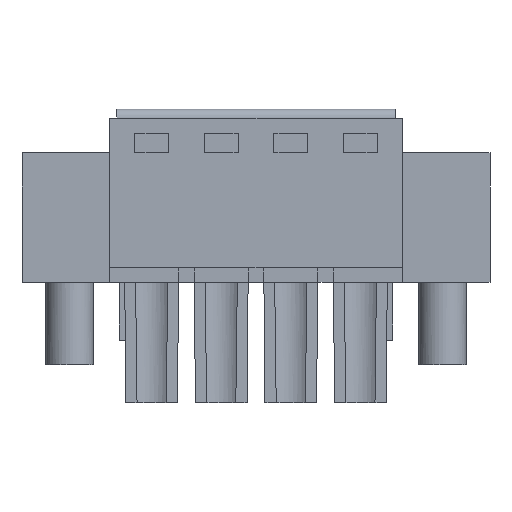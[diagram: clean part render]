
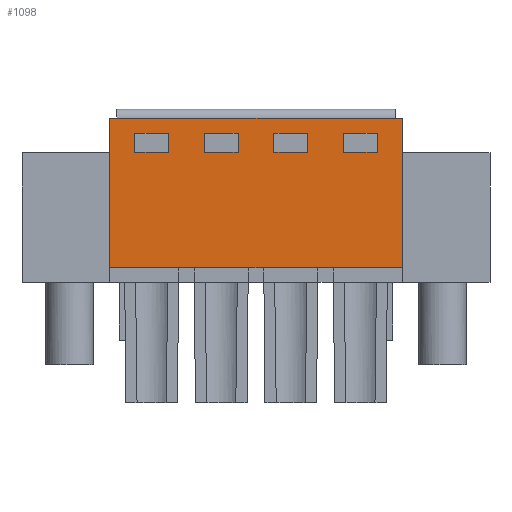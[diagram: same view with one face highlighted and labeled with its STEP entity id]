
A CAD part, front view. The second image highlights one B-rep face of the part: STEP entity #1098.
In plain terms, the highlighted planar face has unit normal (0, -1, 0).
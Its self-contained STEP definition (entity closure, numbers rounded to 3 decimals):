
#949=AXIS2_PLACEMENT_3D('Plane Axis2P3D',#946,#947,#948) ;
#181=CARTESIAN_POINT('Vertex',(20.83,0.,7.4)) ;
#184=CARTESIAN_POINT('Line Origine',(12.815,0.,7.4)) ;
#188=CARTESIAN_POINT('Vertex',(4.8,0.,7.4)) ;
#250=CARTESIAN_POINT('Line Origine',(4.8,0.,11.5)) ;
#254=CARTESIAN_POINT('Vertex',(4.8,0.,15.6)) ;
#922=CARTESIAN_POINT('Vertex',(20.83,0.,15.6)) ;
#925=CARTESIAN_POINT('Line Origine',(20.83,0.,11.5)) ;
#946=CARTESIAN_POINT('Axis2P3D Location',(5.195,0.,15.6)) ;
#951=CARTESIAN_POINT('Line Origine',(12.815,0.,15.6)) ;
#962=CARTESIAN_POINT('Line Origine',(8.025,0.,14.255)) ;
#966=CARTESIAN_POINT('Vertex',(8.025,0.,13.73)) ;
#968=CARTESIAN_POINT('Vertex',(8.025,0.,14.78)) ;
#971=CARTESIAN_POINT('Line Origine',(7.1,0.,13.73)) ;
#975=CARTESIAN_POINT('Vertex',(6.175,0.,13.73)) ;
#978=CARTESIAN_POINT('Line Origine',(6.175,0.,14.255)) ;
#982=CARTESIAN_POINT('Vertex',(6.175,0.,14.78)) ;
#985=CARTESIAN_POINT('Line Origine',(7.1,0.,14.78)) ;
#996=CARTESIAN_POINT('Line Origine',(9.985,0.,14.255)) ;
#1000=CARTESIAN_POINT('Vertex',(9.985,0.,14.78)) ;
#1002=CARTESIAN_POINT('Vertex',(9.985,0.,13.73)) ;
#1005=CARTESIAN_POINT('Line Origine',(10.91,0.,14.78)) ;
#1009=CARTESIAN_POINT('Vertex',(11.835,0.,14.78)) ;
#1012=CARTESIAN_POINT('Line Origine',(11.835,0.,14.255)) ;
#1016=CARTESIAN_POINT('Vertex',(11.835,0.,13.73)) ;
#1019=CARTESIAN_POINT('Line Origine',(10.91,0.,13.73)) ;
#1030=CARTESIAN_POINT('Line Origine',(13.795,0.,14.255)) ;
#1034=CARTESIAN_POINT('Vertex',(13.795,0.,14.78)) ;
#1036=CARTESIAN_POINT('Vertex',(13.795,0.,13.73)) ;
#1039=CARTESIAN_POINT('Line Origine',(14.72,0.,14.78)) ;
#1043=CARTESIAN_POINT('Vertex',(15.645,0.,14.78)) ;
#1046=CARTESIAN_POINT('Line Origine',(15.645,0.,14.255)) ;
#1050=CARTESIAN_POINT('Vertex',(15.645,0.,13.73)) ;
#1053=CARTESIAN_POINT('Line Origine',(14.72,0.,13.73)) ;
#1064=CARTESIAN_POINT('Line Origine',(17.605,0.,14.255)) ;
#1068=CARTESIAN_POINT('Vertex',(17.605,0.,14.78)) ;
#1070=CARTESIAN_POINT('Vertex',(17.605,0.,13.73)) ;
#1073=CARTESIAN_POINT('Line Origine',(18.53,0.,14.78)) ;
#1077=CARTESIAN_POINT('Vertex',(19.455,0.,14.78)) ;
#1080=CARTESIAN_POINT('Line Origine',(19.455,0.,14.255)) ;
#1084=CARTESIAN_POINT('Vertex',(19.455,0.,13.73)) ;
#1087=CARTESIAN_POINT('Line Origine',(18.53,0.,13.73)) ;
#185=DIRECTION('Vector Direction',(-1.,0.,0.)) ;
#251=DIRECTION('Vector Direction',(0.,0.,1.)) ;
#926=DIRECTION('Vector Direction',(0.,0.,1.)) ;
#947=DIRECTION('Axis2P3D Direction',(0.,-1.,0.)) ;
#948=DIRECTION('Axis2P3D XDirection',(0.,0.,-1.)) ;
#952=DIRECTION('Vector Direction',(-1.,0.,0.)) ;
#963=DIRECTION('Vector Direction',(0.,0.,1.)) ;
#972=DIRECTION('Vector Direction',(1.,0.,0.)) ;
#979=DIRECTION('Vector Direction',(0.,0.,-1.)) ;
#986=DIRECTION('Vector Direction',(-1.,0.,0.)) ;
#997=DIRECTION('Vector Direction',(0.,0.,-1.)) ;
#1006=DIRECTION('Vector Direction',(-1.,0.,0.)) ;
#1013=DIRECTION('Vector Direction',(0.,0.,1.)) ;
#1020=DIRECTION('Vector Direction',(1.,0.,0.)) ;
#1031=DIRECTION('Vector Direction',(0.,0.,-1.)) ;
#1040=DIRECTION('Vector Direction',(-1.,0.,0.)) ;
#1047=DIRECTION('Vector Direction',(0.,0.,1.)) ;
#1054=DIRECTION('Vector Direction',(1.,0.,0.)) ;
#1065=DIRECTION('Vector Direction',(0.,0.,-1.)) ;
#1074=DIRECTION('Vector Direction',(-1.,0.,0.)) ;
#1081=DIRECTION('Vector Direction',(0.,0.,1.)) ;
#1088=DIRECTION('Vector Direction',(1.,0.,0.)) ;
#186=VECTOR('Line Direction',#185,1.) ;
#252=VECTOR('Line Direction',#251,1.) ;
#927=VECTOR('Line Direction',#926,1.) ;
#953=VECTOR('Line Direction',#952,1.) ;
#964=VECTOR('Line Direction',#963,1.) ;
#973=VECTOR('Line Direction',#972,1.) ;
#980=VECTOR('Line Direction',#979,1.) ;
#987=VECTOR('Line Direction',#986,1.) ;
#998=VECTOR('Line Direction',#997,1.) ;
#1007=VECTOR('Line Direction',#1006,1.) ;
#1014=VECTOR('Line Direction',#1013,1.) ;
#1021=VECTOR('Line Direction',#1020,1.) ;
#1032=VECTOR('Line Direction',#1031,1.) ;
#1041=VECTOR('Line Direction',#1040,1.) ;
#1048=VECTOR('Line Direction',#1047,1.) ;
#1055=VECTOR('Line Direction',#1054,1.) ;
#1066=VECTOR('Line Direction',#1065,1.) ;
#1075=VECTOR('Line Direction',#1074,1.) ;
#1082=VECTOR('Line Direction',#1081,1.) ;
#1089=VECTOR('Line Direction',#1088,1.) ;
#957=ORIENTED_EDGE('',*,*,#256,.F.) ;
#958=ORIENTED_EDGE('',*,*,#190,.F.) ;
#959=ORIENTED_EDGE('',*,*,#929,.T.) ;
#960=ORIENTED_EDGE('',*,*,#955,.F.) ;
#991=ORIENTED_EDGE('',*,*,#970,.F.) ;
#992=ORIENTED_EDGE('',*,*,#977,.F.) ;
#993=ORIENTED_EDGE('',*,*,#984,.F.) ;
#994=ORIENTED_EDGE('',*,*,#989,.F.) ;
#1025=ORIENTED_EDGE('',*,*,#1004,.F.) ;
#1026=ORIENTED_EDGE('',*,*,#1011,.F.) ;
#1027=ORIENTED_EDGE('',*,*,#1018,.F.) ;
#1028=ORIENTED_EDGE('',*,*,#1023,.F.) ;
#1059=ORIENTED_EDGE('',*,*,#1038,.F.) ;
#1060=ORIENTED_EDGE('',*,*,#1045,.F.) ;
#1061=ORIENTED_EDGE('',*,*,#1052,.F.) ;
#1062=ORIENTED_EDGE('',*,*,#1057,.F.) ;
#1093=ORIENTED_EDGE('',*,*,#1072,.F.) ;
#1094=ORIENTED_EDGE('',*,*,#1079,.F.) ;
#1095=ORIENTED_EDGE('',*,*,#1086,.F.) ;
#1096=ORIENTED_EDGE('',*,*,#1091,.F.) ;
#995=FACE_BOUND('',#990,.T.) ;
#1029=FACE_BOUND('',#1024,.T.) ;
#1063=FACE_BOUND('',#1058,.T.) ;
#1097=FACE_BOUND('',#1092,.T.) ;
#1098=ADVANCED_FACE('HOUSING',(#961,#995,#1029,#1063,#1097),#950,.T.) ;
#190=EDGE_CURVE('',#182,#189,#187,.T.) ;
#256=EDGE_CURVE('',#189,#255,#253,.T.) ;
#929=EDGE_CURVE('',#182,#923,#928,.T.) ;
#955=EDGE_CURVE('',#255,#923,#954,.F.) ;
#970=EDGE_CURVE('',#967,#969,#965,.T.) ;
#977=EDGE_CURVE('',#976,#967,#974,.T.) ;
#984=EDGE_CURVE('',#983,#976,#981,.T.) ;
#989=EDGE_CURVE('',#969,#983,#988,.T.) ;
#1004=EDGE_CURVE('',#1001,#1003,#999,.T.) ;
#1011=EDGE_CURVE('',#1010,#1001,#1008,.T.) ;
#1018=EDGE_CURVE('',#1017,#1010,#1015,.T.) ;
#1023=EDGE_CURVE('',#1003,#1017,#1022,.T.) ;
#1038=EDGE_CURVE('',#1035,#1037,#1033,.T.) ;
#1045=EDGE_CURVE('',#1044,#1035,#1042,.T.) ;
#1052=EDGE_CURVE('',#1051,#1044,#1049,.T.) ;
#1057=EDGE_CURVE('',#1037,#1051,#1056,.T.) ;
#1072=EDGE_CURVE('',#1069,#1071,#1067,.T.) ;
#1079=EDGE_CURVE('',#1078,#1069,#1076,.T.) ;
#1086=EDGE_CURVE('',#1085,#1078,#1083,.T.) ;
#1091=EDGE_CURVE('',#1071,#1085,#1090,.T.) ;
#956=EDGE_LOOP('',(#957,#958,#959,#960)) ;
#990=EDGE_LOOP('',(#991,#992,#993,#994)) ;
#1024=EDGE_LOOP('',(#1025,#1026,#1027,#1028)) ;
#1058=EDGE_LOOP('',(#1059,#1060,#1061,#1062)) ;
#1092=EDGE_LOOP('',(#1093,#1094,#1095,#1096)) ;
#961=FACE_OUTER_BOUND('',#956,.T.) ;
#187=LINE('Line',#184,#186) ;
#253=LINE('Line',#250,#252) ;
#928=LINE('Line',#925,#927) ;
#954=LINE('Line',#951,#953) ;
#965=LINE('Line',#962,#964) ;
#974=LINE('Line',#971,#973) ;
#981=LINE('Line',#978,#980) ;
#988=LINE('Line',#985,#987) ;
#999=LINE('Line',#996,#998) ;
#1008=LINE('Line',#1005,#1007) ;
#1015=LINE('Line',#1012,#1014) ;
#1022=LINE('Line',#1019,#1021) ;
#1033=LINE('Line',#1030,#1032) ;
#1042=LINE('Line',#1039,#1041) ;
#1049=LINE('Line',#1046,#1048) ;
#1056=LINE('Line',#1053,#1055) ;
#1067=LINE('Line',#1064,#1066) ;
#1076=LINE('Line',#1073,#1075) ;
#1083=LINE('Line',#1080,#1082) ;
#1090=LINE('Line',#1087,#1089) ;
#950=PLANE('',#949) ;
#182=VERTEX_POINT('',#181) ;
#189=VERTEX_POINT('',#188) ;
#255=VERTEX_POINT('',#254) ;
#923=VERTEX_POINT('',#922) ;
#967=VERTEX_POINT('',#966) ;
#969=VERTEX_POINT('',#968) ;
#976=VERTEX_POINT('',#975) ;
#983=VERTEX_POINT('',#982) ;
#1001=VERTEX_POINT('',#1000) ;
#1003=VERTEX_POINT('',#1002) ;
#1010=VERTEX_POINT('',#1009) ;
#1017=VERTEX_POINT('',#1016) ;
#1035=VERTEX_POINT('',#1034) ;
#1037=VERTEX_POINT('',#1036) ;
#1044=VERTEX_POINT('',#1043) ;
#1051=VERTEX_POINT('',#1050) ;
#1069=VERTEX_POINT('',#1068) ;
#1071=VERTEX_POINT('',#1070) ;
#1078=VERTEX_POINT('',#1077) ;
#1085=VERTEX_POINT('',#1084) ;
